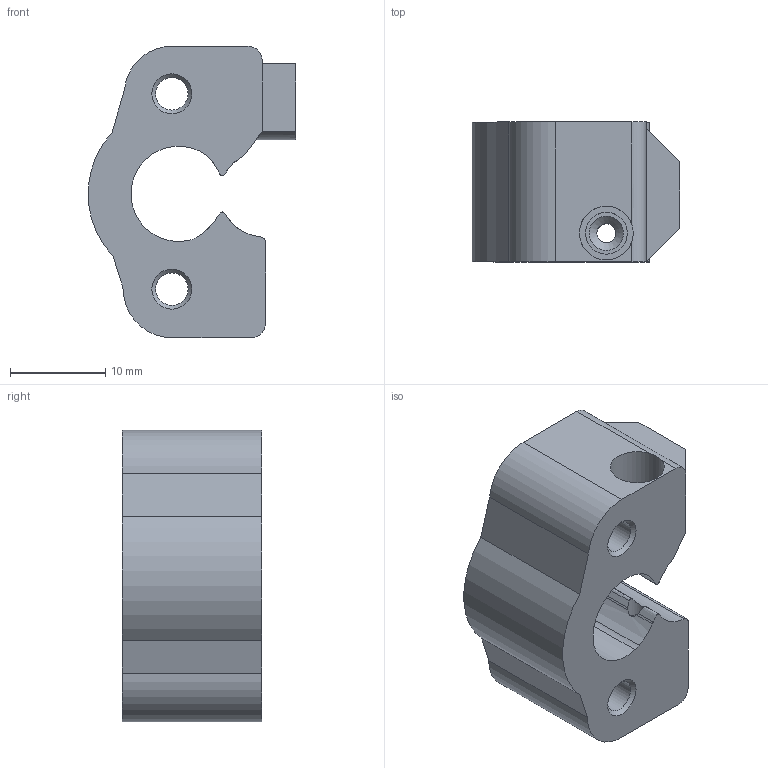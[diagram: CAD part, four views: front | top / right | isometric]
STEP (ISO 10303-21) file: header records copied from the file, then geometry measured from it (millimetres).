
FILE_DESCRIPTION(/* description */ ('STEP AP242','CAx-IF Rec.Pracs.---Representation and Presentation of Product Manufacturing Information (PMI)---4.0---2014-10-13','CAx-IF Rec.Pracs.---3D Tessellated Geometry---0.4---2014-09-14','2;1'),/* implementation_level */ '2;1');
FILE_NAME(/* name */ '6335a6ac9236824bc2ee4df4',/* time_stamp */ '2022-09-29T14:07:40+00:00',/* author */ (''),/* organization */ (''),/* preprocessor_version */ 'ST-DEVELOPER v18.102',/* originating_system */ ' ',/* authorisation */ ' ');
FILE_SCHEMA (('AP242_MANAGED_MODEL_BASED_3D_ENGINEERING_MIM_LF { 1 0 10303 442 1 1 4 }'));
Length unit declared in the file: metre
Products named in the file (1): Main Body -Core
Bounding box: 21.77 x 14.67 x 30.59 mm (x, y, z)
Volume: 4679.6 mm3; surface area: 3228.7 mm2
Topology: 1 solids, 3 shells, 91 faces, 229 edges, 151 vertices
Faces by surface type: cylinder 41, plane 40, cone 6, bspline 4
Full cylindrical faces by diameter (mm): 2 x2, 3.4 x2, 3.6 x2, 4.4 x2, 4.7 x3, 5.65 x2, 6.25 x2, 7.418 x2
Entity records: 2673 total; most frequent: CARTESIAN_POINT 563, DIRECTION 435, ORIENTED_EDGE 398, EDGE_CURVE 199, AXIS2_PLACEMENT_3D 170, VERTEX_POINT 144, EDGE_LOOP 129, FACE_BOUND 129
